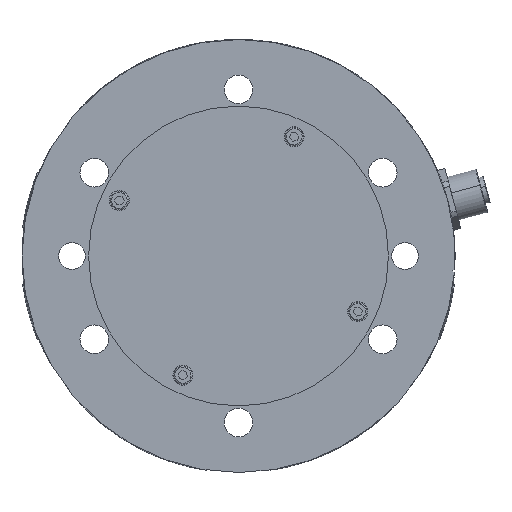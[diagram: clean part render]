
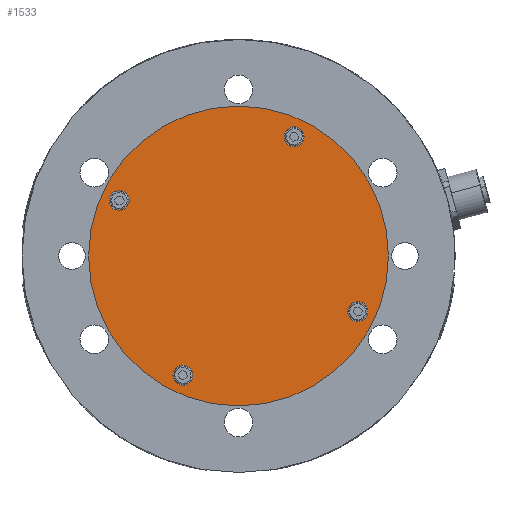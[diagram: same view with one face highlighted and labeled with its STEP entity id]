
A CAD part, front view. The second image highlights one B-rep face of the part: STEP entity #1533.
In plain terms, the highlighted planar face has unit normal (0, -1, 0).
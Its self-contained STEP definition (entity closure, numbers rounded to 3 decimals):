
#281 = DIRECTION ( 'NONE',  ( 0., -1., 0. ) ) ;
#1533 = ADVANCED_FACE ( 'NONE', ( #23797, #48943, #20210, #33696, #18410 ), #21592, .F. ) ;
#2898 = CARTESIAN_POINT ( 'NONE',  ( 35.799, -27.9, -19.693 ) ) ;
#2967 = AXIS2_PLACEMENT_3D ( 'NONE', #34696, #281, #40497 ) ;
#3014 = CARTESIAN_POINT ( 'NONE',  ( 0., -27.9, 0. ) ) ;
#4512 = CIRCLE ( 'NONE', #16181, 3. ) ;
#5519 = ORIENTED_EDGE ( 'NONE', *, *, #22937, .F. ) ;
#5882 = CIRCLE ( 'NONE', #22039, 45. ) ;
#6232 = VERTEX_POINT ( 'NONE', #2898 ) ;
#8536 = CIRCLE ( 'NONE', #42220, 3. ) ;
#8768 = DIRECTION ( 'NONE',  ( 0., 0., 1. ) ) ;
#9800 = EDGE_CURVE ( 'NONE', #6232, #33428, #8536, .T. ) ;
#9978 = CARTESIAN_POINT ( 'NONE',  ( 0., -27.9, 0. ) ) ;
#11772 = CARTESIAN_POINT ( 'NONE',  ( 35.799, -27.9, -16.693 ) ) ;
#12706 = DIRECTION ( 'NONE',  ( 0., -1., 0. ) ) ;
#13230 = CARTESIAN_POINT ( 'NONE',  ( 16.693, -27.9, 35.799 ) ) ;
#14361 = DIRECTION ( 'NONE',  ( 0., -1., 0. ) ) ;
#14973 = VERTEX_POINT ( 'NONE', #42571 ) ;
#15951 = EDGE_CURVE ( 'NONE', #33428, #6232, #43302, .T. ) ;
#16181 = AXIS2_PLACEMENT_3D ( 'NONE', #48780, #14361, #54505 ) ;
#17077 = AXIS2_PLACEMENT_3D ( 'NONE', #9978, #27353, #67494 ) ;
#17576 = DIRECTION ( 'NONE',  ( 0., 0., 1. ) ) ;
#18330 = EDGE_LOOP ( 'NONE', ( #35395, #67091 ) ) ;
#18410 = FACE_OUTER_BOUND ( 'NONE', #24910, .T. ) ;
#18459 = CIRCLE ( 'NONE', #20090, 3. ) ;
#19038 = DIRECTION ( 'NONE',  ( 0., 0., 1. ) ) ;
#19373 = CARTESIAN_POINT ( 'NONE',  ( -16.693, -27.9, -35.799 ) ) ;
#20090 = AXIS2_PLACEMENT_3D ( 'NONE', #67155, #32794, #72927 ) ;
#20210 = FACE_BOUND ( 'NONE', #18330, .T. ) ;
#21008 = CARTESIAN_POINT ( 'NONE',  ( -16.693, -27.9, -32.799 ) ) ;
#21592 = PLANE ( 'NONE',  #17077 ) ;
#22039 = AXIS2_PLACEMENT_3D ( 'NONE', #3014, #43211, #8768 ) ;
#22412 = DIRECTION ( 'NONE',  ( 0., -1., 0. ) ) ;
#22937 = EDGE_CURVE ( 'NONE', #70403, #66872, #56359, .T. ) ;
#23797 = FACE_BOUND ( 'NONE', #60283, .T. ) ;
#24272 = CARTESIAN_POINT ( 'NONE',  ( -35.799, -27.9, 19.693 ) ) ;
#24910 = EDGE_LOOP ( 'NONE', ( #35213, #50820 ) ) ;
#24997 = EDGE_CURVE ( 'NONE', #26327, #14973, #18459, .T. ) ;
#25114 = DIRECTION ( 'NONE',  ( 0., 0., 1. ) ) ;
#26327 = VERTEX_POINT ( 'NONE', #24272 ) ;
#27353 = DIRECTION ( 'NONE',  ( 0., 1., 0. ) ) ;
#28206 = EDGE_CURVE ( 'NONE', #66872, #70403, #67501, .T. ) ;
#31347 = EDGE_CURVE ( 'NONE', #48054, #65224, #45633, .T. ) ;
#32794 = DIRECTION ( 'NONE',  ( 0., -1., 0. ) ) ;
#33257 = DIRECTION ( 'NONE',  ( 0., -1., 0. ) ) ;
#33428 = VERTEX_POINT ( 'NONE', #53318 ) ;
#33696 = FACE_BOUND ( 'NONE', #46936, .T. ) ;
#34696 = CARTESIAN_POINT ( 'NONE',  ( -16.693, -27.9, -35.799 ) ) ;
#35213 = ORIENTED_EDGE ( 'NONE', *, *, #31347, .T. ) ;
#35395 = ORIENTED_EDGE ( 'NONE', *, *, #24997, .F. ) ;
#37126 = AXIS2_PLACEMENT_3D ( 'NONE', #56711, #22412, #62506 ) ;
#39327 = EDGE_LOOP ( 'NONE', ( #5519, #59116 ) ) ;
#39448 = CARTESIAN_POINT ( 'NONE',  ( 0., -27.9, 45. ) ) ;
#40497 = DIRECTION ( 'NONE',  ( 0., 0., 1. ) ) ;
#41592 = AXIS2_PLACEMENT_3D ( 'NONE', #67620, #33257, #73393 ) ;
#42220 = AXIS2_PLACEMENT_3D ( 'NONE', #11772, #51958, #17576 ) ;
#42571 = CARTESIAN_POINT ( 'NONE',  ( -35.799, -27.9, 13.693 ) ) ;
#42594 = CARTESIAN_POINT ( 'NONE',  ( 16.693, -27.9, 32.799 ) ) ;
#42692 = VERTEX_POINT ( 'NONE', #21008 ) ;
#42945 = EDGE_CURVE ( 'NONE', #14973, #26327, #4512, .T. ) ;
#43211 = DIRECTION ( 'NONE',  ( 0., -1., 0. ) ) ;
#43302 = CIRCLE ( 'NONE', #37126, 3. ) ;
#43872 = VERTEX_POINT ( 'NONE', #67691 ) ;
#44451 = AXIS2_PLACEMENT_3D ( 'NONE', #19373, #59450, #25114 ) ;
#45633 = CIRCLE ( 'NONE', #41592, 45. ) ;
#46724 = AXIS2_PLACEMENT_3D ( 'NONE', #13230, #53381, #19038 ) ;
#46936 = EDGE_LOOP ( 'NONE', ( #50829, #64735 ) ) ;
#47138 = CARTESIAN_POINT ( 'NONE',  ( 16.693, -27.9, 35.799 ) ) ;
#48054 = VERTEX_POINT ( 'NONE', #39448 ) ;
#48780 = CARTESIAN_POINT ( 'NONE',  ( -35.799, -27.9, 16.693 ) ) ;
#48943 = FACE_BOUND ( 'NONE', #39327, .T. ) ;
#49868 = ORIENTED_EDGE ( 'NONE', *, *, #15951, .F. ) ;
#49870 = CIRCLE ( 'NONE', #2967, 3. ) ;
#50170 = EDGE_CURVE ( 'NONE', #42692, #43872, #49870, .T. ) ;
#50820 = ORIENTED_EDGE ( 'NONE', *, *, #69250, .T. ) ;
#50829 = ORIENTED_EDGE ( 'NONE', *, *, #50170, .F. ) ;
#51958 = DIRECTION ( 'NONE',  ( 0., -1., 0. ) ) ;
#52875 = DIRECTION ( 'NONE',  ( 0., 0., 1. ) ) ;
#53318 = CARTESIAN_POINT ( 'NONE',  ( 35.799, -27.9, -13.693 ) ) ;
#53381 = DIRECTION ( 'NONE',  ( 0., -1., 0. ) ) ;
#54505 = DIRECTION ( 'NONE',  ( 0., 0., 1. ) ) ;
#54874 = CIRCLE ( 'NONE', #44451, 3. ) ;
#56359 = CIRCLE ( 'NONE', #61369, 3. ) ;
#56711 = CARTESIAN_POINT ( 'NONE',  ( 35.799, -27.9, -16.693 ) ) ;
#57431 = CARTESIAN_POINT ( 'NONE',  ( 16.693, -27.9, 38.799 ) ) ;
#59116 = ORIENTED_EDGE ( 'NONE', *, *, #28206, .F. ) ;
#59450 = DIRECTION ( 'NONE',  ( 0., -1., 0. ) ) ;
#60283 = EDGE_LOOP ( 'NONE', ( #49868, #66170 ) ) ;
#61369 = AXIS2_PLACEMENT_3D ( 'NONE', #47138, #12706, #52875 ) ;
#62506 = DIRECTION ( 'NONE',  ( 0., 0., 1. ) ) ;
#64635 = EDGE_CURVE ( 'NONE', #43872, #42692, #54874, .T. ) ;
#64735 = ORIENTED_EDGE ( 'NONE', *, *, #64635, .F. ) ;
#65224 = VERTEX_POINT ( 'NONE', #68648 ) ;
#66170 = ORIENTED_EDGE ( 'NONE', *, *, #9800, .F. ) ;
#66872 = VERTEX_POINT ( 'NONE', #42594 ) ;
#67091 = ORIENTED_EDGE ( 'NONE', *, *, #42945, .F. ) ;
#67155 = CARTESIAN_POINT ( 'NONE',  ( -35.799, -27.9, 16.693 ) ) ;
#67494 = DIRECTION ( 'NONE',  ( 0., 0., -1. ) ) ;
#67501 = CIRCLE ( 'NONE', #46724, 3. ) ;
#67620 = CARTESIAN_POINT ( 'NONE',  ( 0., -27.9, 0. ) ) ;
#67691 = CARTESIAN_POINT ( 'NONE',  ( -16.693, -27.9, -38.799 ) ) ;
#68648 = CARTESIAN_POINT ( 'NONE',  ( 0., -27.9, -45. ) ) ;
#69250 = EDGE_CURVE ( 'NONE', #65224, #48054, #5882, .T. ) ;
#70403 = VERTEX_POINT ( 'NONE', #57431 ) ;
#72927 = DIRECTION ( 'NONE',  ( 0., 0., 1. ) ) ;
#73393 = DIRECTION ( 'NONE',  ( 0., 0., 1. ) ) ;
